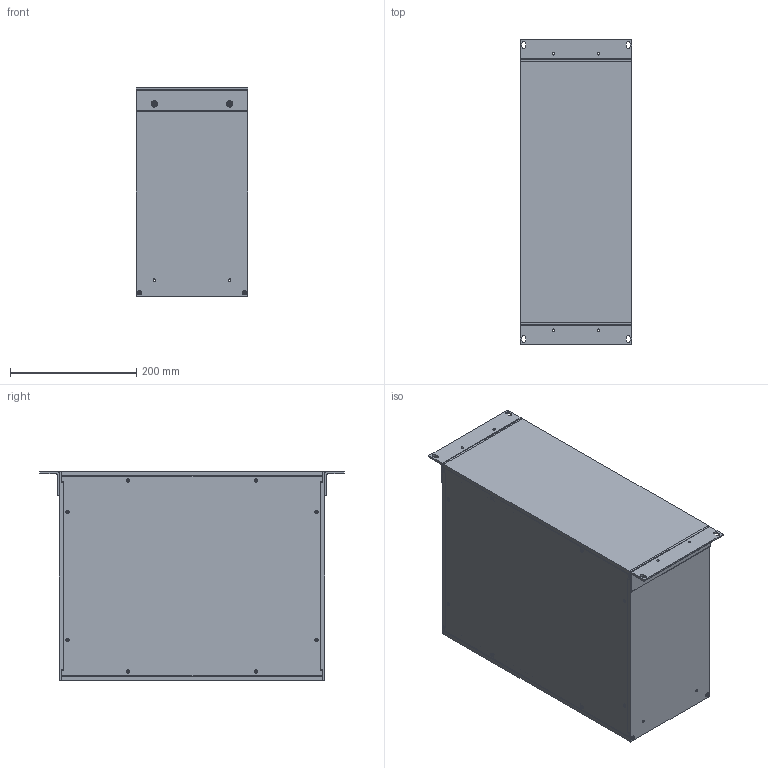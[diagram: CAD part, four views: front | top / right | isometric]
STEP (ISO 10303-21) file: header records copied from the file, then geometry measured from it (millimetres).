
FILE_DESCRIPTION (( 'STEP AP214' ), '1' );
FILE_NAME ('RM4U1913SBK.STEP', '2021-09-11T13:29:28', ( '' ), ( '' ), 'SwSTEP 2.0', 'SolidWorks 2021', '' );
FILE_SCHEMA (( 'AUTOMOTIVE_DESIGN' ));
Length unit declared in the file: inch
Products named in the file (1): RM4U1913SBK
Bounding box: 177.06 x 482.61 x 330.18 mm (x, y, z)
Volume: 1498022.3 mm3; surface area: 1211799.6 mm2
Topology: 52 solids, 52 shells, 1372 faces, 3700 edges, 2440 vertices
Faces by surface type: plane 636, cone 384, cylinder 240, bspline 112
Full cylindrical faces by diameter (mm): 2.5 x16, 2.845 x16, 3 x16, 3.5 x8, 3.505 x8, 3.962 x8, 3.988 x4, 4 x16, 4.2 x8, 4.3 x8, 4.826 x4, 5 x4, 5.429 x16, 6.045 x8, 8.458 x4
Entity records: 63869 total; most frequent: CARTESIAN_POINT 14225, ORIENTED_EDGE 6664, DIRECTION 5686, EDGE_CURVE 3332, VERTEX_POINT 2320, AXIS2_PLACEMENT_3D 2181, EDGE_LOOP 1812, FACE_OUTER_BOUND 1516
